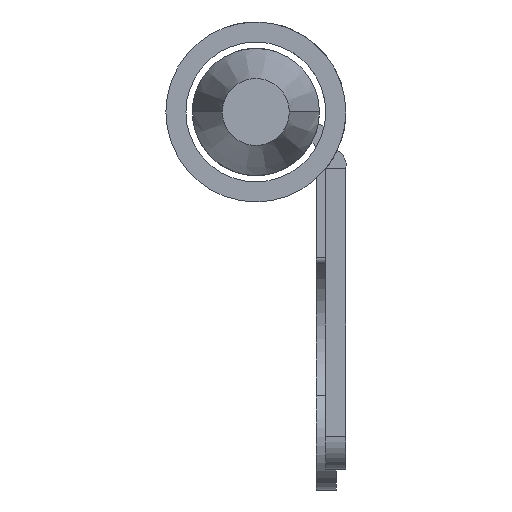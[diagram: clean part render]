
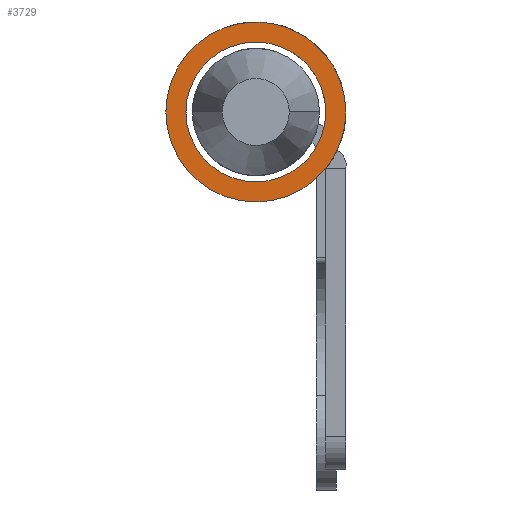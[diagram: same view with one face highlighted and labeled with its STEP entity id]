
A CAD part, front view. The second image highlights one B-rep face of the part: STEP entity #3729.
In plain terms, the highlighted planar face has unit normal (0, -1, 0).
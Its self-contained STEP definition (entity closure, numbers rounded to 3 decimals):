
#131 = DIRECTION ( 'NONE',  ( 0., 0., 1. ) ) ;
#287 = CARTESIAN_POINT ( 'NONE',  ( -8.9, 155.171, -11.95 ) ) ;
#304 = CARTESIAN_POINT ( 'NONE',  ( -8.9, 155.171, 1.5 ) ) ;
#324 = FACE_OUTER_BOUND ( 'NONE', #547, .T. ) ;
#547 = EDGE_LOOP ( 'NONE', ( #2240, #4616 ) ) ;
#761 = VERTEX_POINT ( 'NONE', #1606 ) ;
#991 = DIRECTION ( 'NONE',  ( 0., 1., 0. ) ) ;
#1092 = VERTEX_POINT ( 'NONE', #2947 ) ;
#1134 = DIRECTION ( 'NONE',  ( 0., 1., 0. ) ) ;
#1181 = AXIS2_PLACEMENT_3D ( 'NONE', #1922, #3378, #131 ) ;
#1263 = DIRECTION ( 'NONE',  ( 0., 1., 0. ) ) ;
#1282 = EDGE_CURVE ( 'NONE', #1092, #2330, #1701, .T. ) ;
#1406 = CIRCLE ( 'NONE', #1789, 10.45 ) ;
#1415 = CIRCLE ( 'NONE', #1181, 13.45 ) ;
#1438 = FACE_BOUND ( 'NONE', #2649, .T. ) ;
#1593 = EDGE_CURVE ( 'NONE', #2330, #1092, #1406, .T. ) ;
#1605 = CARTESIAN_POINT ( 'NONE',  ( -8.9, 155.171, -8.95 ) ) ;
#1606 = CARTESIAN_POINT ( 'NONE',  ( -8.9, 155.171, 14.95 ) ) ;
#1648 = CIRCLE ( 'NONE', #2247, 13.45 ) ;
#1701 = CIRCLE ( 'NONE', #2300, 10.45 ) ;
#1767 = DIRECTION ( 'NONE',  ( 1., 0., 0. ) ) ;
#1789 = AXIS2_PLACEMENT_3D ( 'NONE', #2027, #991, #2758 ) ;
#1922 = CARTESIAN_POINT ( 'NONE',  ( -8.9, 155.171, 1.5 ) ) ;
#2027 = CARTESIAN_POINT ( 'NONE',  ( -8.9, 155.171, 1.5 ) ) ;
#2125 = ORIENTED_EDGE ( 'NONE', *, *, #1282, .T. ) ;
#2208 = EDGE_CURVE ( 'NONE', #761, #3450, #1415, .T. ) ;
#2240 = ORIENTED_EDGE ( 'NONE', *, *, #2626, .F. ) ;
#2247 = AXIS2_PLACEMENT_3D ( 'NONE', #2917, #1134, #2576 ) ;
#2300 = AXIS2_PLACEMENT_3D ( 'NONE', #3803, #1263, #2679 ) ;
#2330 = VERTEX_POINT ( 'NONE', #1605 ) ;
#2442 = PLANE ( 'NONE',  #3017 ) ;
#2576 = DIRECTION ( 'NONE',  ( 0., 0., 1. ) ) ;
#2626 = EDGE_CURVE ( 'NONE', #3450, #761, #1648, .T. ) ;
#2649 = EDGE_LOOP ( 'NONE', ( #3954, #2125 ) ) ;
#2679 = DIRECTION ( 'NONE',  ( 1., 0., 0. ) ) ;
#2758 = DIRECTION ( 'NONE',  ( 1., 0., 0. ) ) ;
#2917 = CARTESIAN_POINT ( 'NONE',  ( -8.9, 155.171, 1.5 ) ) ;
#2947 = CARTESIAN_POINT ( 'NONE',  ( -8.9, 155.171, 11.95 ) ) ;
#3017 = AXIS2_PLACEMENT_3D ( 'NONE', #304, #3219, #1767 ) ;
#3219 = DIRECTION ( 'NONE',  ( 0., 1., 0. ) ) ;
#3378 = DIRECTION ( 'NONE',  ( 0., 1., 0. ) ) ;
#3450 = VERTEX_POINT ( 'NONE', #287 ) ;
#3729 = ADVANCED_FACE ( 'NONE', ( #1438, #324 ), #2442, .F. ) ;
#3803 = CARTESIAN_POINT ( 'NONE',  ( -8.9, 155.171, 1.5 ) ) ;
#3954 = ORIENTED_EDGE ( 'NONE', *, *, #1593, .T. ) ;
#4616 = ORIENTED_EDGE ( 'NONE', *, *, #2208, .F. ) ;
